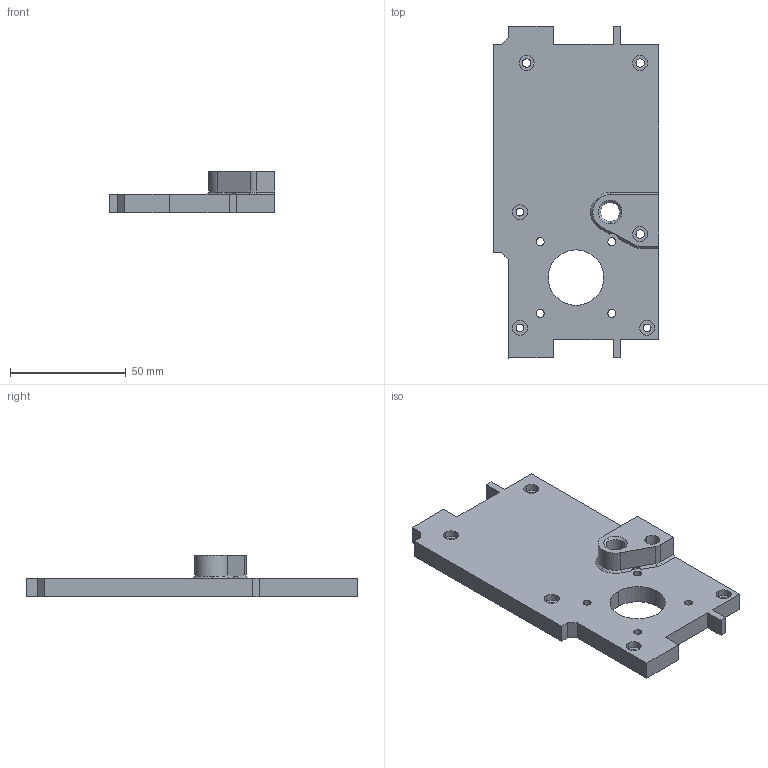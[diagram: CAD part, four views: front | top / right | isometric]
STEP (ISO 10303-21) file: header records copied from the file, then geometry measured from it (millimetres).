
FILE_DESCRIPTION (( 'STEP AP203' ), '1' );
FILE_NAME ('motor housing LEFT-Cover.STEP', '2018-03-13T17:39:02', ( '' ), ( '' ), 'SwSTEP 2.0', 'SolidWorks 2017', '' );
FILE_SCHEMA (( 'CONFIG_CONTROL_DESIGN' ));
Length unit declared in the file: millimetre
Products named in the file (1): motor housing LEFT-Cover
Bounding box: 71.5 x 143.63 x 18 mm (x, y, z)
Volume: 73118.9 mm3; surface area: 24132.8 mm2
Topology: 1 solids, 1 shells, 81 faces, 215 edges, 142 vertices
Faces by surface type: cylinder 39, plane 37, cone 5
Entity records: 2667 total; most frequent: DIRECTION 463, CARTESIAN_POINT 442, ORIENTED_EDGE 430, EDGE_CURVE 215, AXIS2_PLACEMENT_3D 167, VERTEX_POINT 142, LINE 129, VECTOR 129
